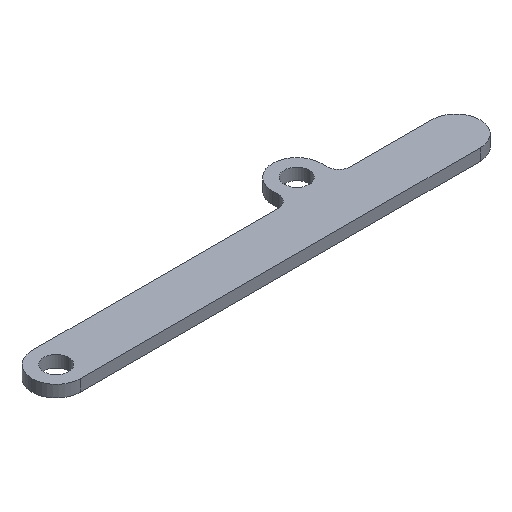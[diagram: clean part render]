
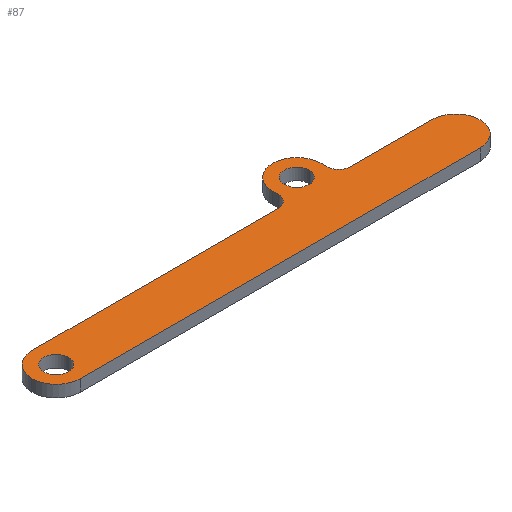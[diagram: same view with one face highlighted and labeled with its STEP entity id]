
A CAD part, isometric view. The second image highlights one B-rep face of the part: STEP entity #87.
In plain terms, the highlighted planar face has unit normal (0, 0, 1).
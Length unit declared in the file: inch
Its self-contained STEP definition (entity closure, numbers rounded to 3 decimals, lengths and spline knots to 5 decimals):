
#1 = EDGE_CURVE ( 'NONE', #356, #367, #373, .T. ) ;
#5 = EDGE_CURVE ( 'NONE', #317, #364, #90, .T. ) ;
#18 = CARTESIAN_POINT ( 'NONE',  ( -2.868, -0.4445, 0.0625 ) ) ;
#25 = EDGE_LOOP ( 'NONE', ( #303, #156 ) ) ;
#31 = VECTOR ( 'NONE', #422, 39.37008 ) ;
#34 = CARTESIAN_POINT ( 'NONE',  ( 0.257, -0.0625, 0.0625 ) ) ;
#35 = CIRCLE ( 'NONE', #601, 0.257 ) ;
#38 = CARTESIAN_POINT ( 'NONE',  ( 0., 0., 0.0625 ) ) ;
#41 = AXIS2_PLACEMENT_3D ( 'NONE', #216, #217, #218 ) ;
#52 = DIRECTION ( 'NONE',  ( 0., 0., 1. ) ) ;
#53 = DIRECTION ( 'NONE',  ( 1., 0., 0. ) ) ;
#57 = CIRCLE ( 'NONE', #136, 0.257 ) ;
#58 = VECTOR ( 'NONE', #375, 39.37008 ) ;
#63 = EDGE_CURVE ( 'NONE', #333, #327, #420, .T. ) ;
#67 = CIRCLE ( 'NONE', #75, 0.132 ) ;
#74 = AXIS2_PLACEMENT_3D ( 'NONE', #465, #466, #467 ) ;
#75 = AXIS2_PLACEMENT_3D ( 'NONE', #213, #214, #215 ) ;
#77 = AXIS2_PLACEMENT_3D ( 'NONE', #573, #574, #575 ) ;
#85 = CIRCLE ( 'NONE', #123, 0.132 ) ;
#87 = ADVANCED_FACE ( 'NONE', ( #438, #439, #440 ), #441, .T. ) ;
#90 = CIRCLE ( 'NONE', #92, 0.257 ) ;
#92 = AXIS2_PLACEMENT_3D ( 'NONE', #376, #379, #380 ) ;
#93 = CIRCLE ( 'NONE', #116, 0.125 ) ;
#96 = VECTOR ( 'NONE', #516, 39.37008 ) ;
#104 = EDGE_CURVE ( 'NONE', #311, #367, #183, .T. ) ;
#108 = EDGE_CURVE ( 'NONE', #371, #321, #85, .T. ) ;
#111 = EDGE_CURVE ( 'NONE', #364, #600, #35, .T. ) ;
#116 = AXIS2_PLACEMENT_3D ( 'NONE', #576, #577, #579 ) ;
#117 = EDGE_CURVE ( 'NONE', #334, #343, #497, .T. ) ;
#123 = AXIS2_PLACEMENT_3D ( 'NONE', #468, #469, #471 ) ;
#125 = EDGE_CURVE ( 'NONE', #337, #352, #424, .T. ) ;
#131 = EDGE_CURVE ( 'NONE', #317, #369, #514, .T. ) ;
#136 = AXIS2_PLACEMENT_3D ( 'NONE', #38, #52, #53 ) ;
#156 = ORIENTED_EDGE ( 'NONE', *, *, #525, .F. ) ;
#165 = CARTESIAN_POINT ( 'NONE',  ( -3., -0.7015, 0.0625 ) ) ;
#174 = CARTESIAN_POINT ( 'NONE',  ( 0.382, -0.1875, 0.0625 ) ) ;
#180 = CARTESIAN_POINT ( 'NONE',  ( -3.257, -0.4445, 0.0625 ) ) ;
#183 = CIRCLE ( 'NONE', #74, 0.257 ) ;
#185 = CARTESIAN_POINT ( 'NONE',  ( 1.243, -0.1875, 0.0625 ) ) ;
#188 = CARTESIAN_POINT ( 'NONE',  ( -0.382, -0.1875, 0.0625 ) ) ;
#191 = CARTESIAN_POINT ( 'NONE',  ( -0.132, 0., 0.0625 ) ) ;
#201 = LINE ( 'NONE', #202, #522 ) ;
#202 = CARTESIAN_POINT ( 'NONE',  ( 0., -0.7015, 0.0625 ) ) ;
#203 = DIRECTION ( 'NONE',  ( 1., 0., 0. ) ) ;
#213 = CARTESIAN_POINT ( 'NONE',  ( -3., -0.4445, 0.0625 ) ) ;
#214 = DIRECTION ( 'NONE',  ( 0., 0., 1. ) ) ;
#215 = DIRECTION ( 'NONE',  ( 1., 0., 0. ) ) ;
#216 = CARTESIAN_POINT ( 'NONE',  ( 0., 0., 0.0625 ) ) ;
#217 = DIRECTION ( 'NONE',  ( 0., 0., 1. ) ) ;
#218 = DIRECTION ( 'NONE',  ( 1., 0., 0. ) ) ;
#255 = AXIS2_PLACEMENT_3D ( 'NONE', #504, #509, #510 ) ;
#259 = EDGE_CURVE ( 'NONE', #356, #343, #539, .T. ) ;
#265 = EDGE_CURVE ( 'NONE', #327, #369, #93, .T. ) ;
#276 = VECTOR ( 'NONE', #500, 39.37008 ) ;
#280 = ORIENTED_EDGE ( 'NONE', *, *, #345, .T. ) ;
#283 = ORIENTED_EDGE ( 'NONE', *, *, #117, .F. ) ;
#284 = ORIENTED_EDGE ( 'NONE', *, *, #5, .T. ) ;
#285 = ORIENTED_EDGE ( 'NONE', *, *, #131, .F. ) ;
#286 = ORIENTED_EDGE ( 'NONE', *, *, #265, .T. ) ;
#289 = ORIENTED_EDGE ( 'NONE', *, *, #63, .T. ) ;
#296 = ORIENTED_EDGE ( 'NONE', *, *, #1, .F. ) ;
#298 = ORIENTED_EDGE ( 'NONE', *, *, #104, .T. ) ;
#299 = ORIENTED_EDGE ( 'NONE', *, *, #417, .T. ) ;
#300 = ORIENTED_EDGE ( 'NONE', *, *, #111, .T. ) ;
#301 = ORIENTED_EDGE ( 'NONE', *, *, #519, .F. ) ;
#302 = ORIENTED_EDGE ( 'NONE', *, *, #125, .F. ) ;
#303 = ORIENTED_EDGE ( 'NONE', *, *, #108, .F. ) ;
#304 = ORIENTED_EDGE ( 'NONE', *, *, #259, .T. ) ;
#311 = VERTEX_POINT ( 'NONE', #581 ) ;
#316 = EDGE_LOOP ( 'NONE', ( #283, #280, #289, #286, #285, #284, #300, #299, #298, #296, #304 ) ) ;
#317 = VERTEX_POINT ( 'NONE', #586 ) ;
#321 = VERTEX_POINT ( 'NONE', #589 ) ;
#327 = VERTEX_POINT ( 'NONE', #590 ) ;
#333 = VERTEX_POINT ( 'NONE', #596 ) ;
#334 = VERTEX_POINT ( 'NONE', #594 ) ;
#337 = VERTEX_POINT ( 'NONE', #18 ) ;
#343 = VERTEX_POINT ( 'NONE', #34 ) ;
#344 = EDGE_LOOP ( 'NONE', ( #301, #302 ) ) ;
#345 = EDGE_CURVE ( 'NONE', #334, #333, #57, .T. ) ;
#352 = VERTEX_POINT ( 'NONE', #377 ) ;
#356 = VERTEX_POINT ( 'NONE', #174 ) ;
#364 = VERTEX_POINT ( 'NONE', #180 ) ;
#367 = VERTEX_POINT ( 'NONE', #185 ) ;
#369 = VERTEX_POINT ( 'NONE', #188 ) ;
#371 = VERTEX_POINT ( 'NONE', #191 ) ;
#373 = LINE ( 'NONE', #374, #58 ) ;
#374 = CARTESIAN_POINT ( 'NONE',  ( 0., -0.1875, 0.0625 ) ) ;
#375 = DIRECTION ( 'NONE',  ( 1., 0., 0. ) ) ;
#376 = CARTESIAN_POINT ( 'NONE',  ( -3., -0.4445, 0.0625 ) ) ;
#377 = CARTESIAN_POINT ( 'NONE',  ( -3.132, -0.4445, 0.0625 ) ) ;
#379 = DIRECTION ( 'NONE',  ( 0., 0., 1. ) ) ;
#380 = DIRECTION ( 'NONE',  ( 1., 0., 0. ) ) ;
#381 = CIRCLE ( 'NONE', #41, 0.132 ) ;
#417 = EDGE_CURVE ( 'NONE', #600, #311, #201, .T. ) ;
#420 = LINE ( 'NONE', #421, #31 ) ;
#421 = CARTESIAN_POINT ( 'NONE',  ( -0.257, 0., 0.0625 ) ) ;
#422 = DIRECTION ( 'NONE',  ( 0., -1., 0. ) ) ;
#424 = CIRCLE ( 'NONE', #255, 0.132 ) ;
#438 = FACE_OUTER_BOUND ( 'NONE', #316, .T. ) ;
#439 = FACE_BOUND ( 'NONE', #344, .T. ) ;
#440 = FACE_BOUND ( 'NONE', #25, .T. ) ;
#441 = PLANE ( 'NONE',  #506 ) ;
#442 = CARTESIAN_POINT ( 'NONE',  ( 0., 0., 0.0625 ) ) ;
#443 = DIRECTION ( 'NONE',  ( 0., 0., 1. ) ) ;
#444 = DIRECTION ( 'NONE',  ( 1., 0., 0. ) ) ;
#465 = CARTESIAN_POINT ( 'NONE',  ( 1.243, -0.4445, 0.0625 ) ) ;
#466 = DIRECTION ( 'NONE',  ( 0., 0., 1. ) ) ;
#467 = DIRECTION ( 'NONE',  ( 1., 0., 0. ) ) ;
#468 = CARTESIAN_POINT ( 'NONE',  ( 0., 0., 0.0625 ) ) ;
#469 = DIRECTION ( 'NONE',  ( 0., 0., 1. ) ) ;
#471 = DIRECTION ( 'NONE',  ( 1., 0., 0. ) ) ;
#478 = CARTESIAN_POINT ( 'NONE',  ( -3., -0.4445, 0.0625 ) ) ;
#480 = DIRECTION ( 'NONE',  ( 0., 0., 1. ) ) ;
#481 = DIRECTION ( 'NONE',  ( 1., 0., 0. ) ) ;
#497 = LINE ( 'NONE', #499, #276 ) ;
#499 = CARTESIAN_POINT ( 'NONE',  ( 0.257, 0., 0.0625 ) ) ;
#500 = DIRECTION ( 'NONE',  ( 0., -1., 0. ) ) ;
#504 = CARTESIAN_POINT ( 'NONE',  ( -3., -0.4445, 0.0625 ) ) ;
#506 = AXIS2_PLACEMENT_3D ( 'NONE', #442, #443, #444 ) ;
#509 = DIRECTION ( 'NONE',  ( 0., 0., 1. ) ) ;
#510 = DIRECTION ( 'NONE',  ( 1., 0., 0. ) ) ;
#514 = LINE ( 'NONE', #515, #96 ) ;
#515 = CARTESIAN_POINT ( 'NONE',  ( 0., -0.1875, 0.0625 ) ) ;
#516 = DIRECTION ( 'NONE',  ( 1., 0., 0. ) ) ;
#519 = EDGE_CURVE ( 'NONE', #352, #337, #67, .T. ) ;
#522 = VECTOR ( 'NONE', #203, 39.37008 ) ;
#525 = EDGE_CURVE ( 'NONE', #321, #371, #381, .T. ) ;
#539 = CIRCLE ( 'NONE', #77, 0.125 ) ;
#573 = CARTESIAN_POINT ( 'NONE',  ( 0.382, -0.0625, 0.0625 ) ) ;
#574 = DIRECTION ( 'NONE',  ( 0., 0., -1. ) ) ;
#575 = DIRECTION ( 'NONE',  ( 1., 0., 0. ) ) ;
#576 = CARTESIAN_POINT ( 'NONE',  ( -0.382, -0.0625, 0.0625 ) ) ;
#577 = DIRECTION ( 'NONE',  ( 0., 0., -1. ) ) ;
#579 = DIRECTION ( 'NONE',  ( 1., 0., 0. ) ) ;
#581 = CARTESIAN_POINT ( 'NONE',  ( 1.243, -0.7015, 0.0625 ) ) ;
#586 = CARTESIAN_POINT ( 'NONE',  ( -3., -0.1875, 0.0625 ) ) ;
#589 = CARTESIAN_POINT ( 'NONE',  ( 0.132, 0., 0.0625 ) ) ;
#590 = CARTESIAN_POINT ( 'NONE',  ( -0.257, -0.0625, 0.0625 ) ) ;
#594 = CARTESIAN_POINT ( 'NONE',  ( 0.257, 0., 0.0625 ) ) ;
#596 = CARTESIAN_POINT ( 'NONE',  ( -0.257, 0., 0.0625 ) ) ;
#600 = VERTEX_POINT ( 'NONE', #165 ) ;
#601 = AXIS2_PLACEMENT_3D ( 'NONE', #478, #480, #481 ) ;
